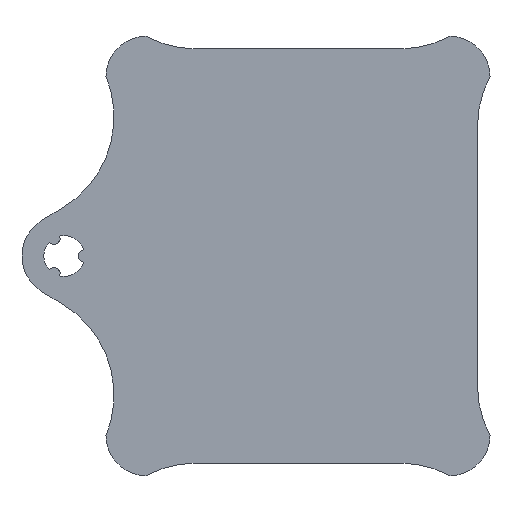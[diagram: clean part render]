
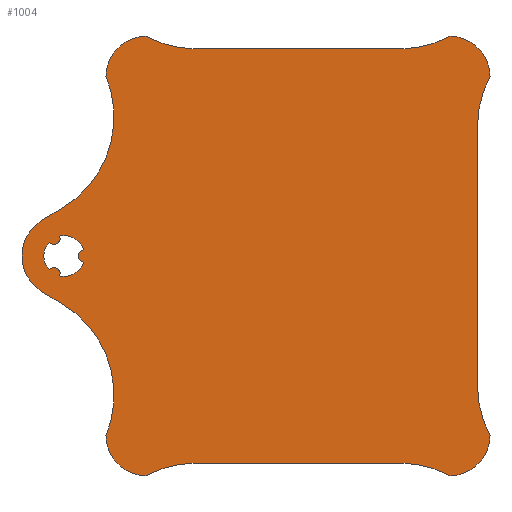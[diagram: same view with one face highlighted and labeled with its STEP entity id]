
A CAD part, front view. The second image highlights one B-rep face of the part: STEP entity #1004.
In plain terms, the highlighted planar face has unit normal (0, -1, 0).
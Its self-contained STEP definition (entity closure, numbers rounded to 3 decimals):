
#16=FACE_BOUND('',#340,.T.);
#107=LINE('',#1691,#189);
#114=LINE('',#1718,#196);
#122=LINE('',#1759,#204);
#123=LINE('',#1761,#205);
#124=LINE('',#1765,#206);
#189=VECTOR('',#1351,10.);
#196=VECTOR('',#1384,10.);
#204=VECTOR('',#1452,10.);
#205=VECTOR('',#1455,10.);
#206=VECTOR('',#1462,10.);
#230=PLANE('',#1147);
#284=FACE_OUTER_BOUND('',#339,.T.);
#339=EDGE_LOOP('',(#923,#924,#925,#926,#927,#928,#929,#930,#931,#932,#933,
#934,#935,#936,#937,#938,#939,#940));
#340=EDGE_LOOP('',(#941,#942,#943,#944,#945,#946));
#350=CIRCLE('',#1042,3.69);
#361=CIRCLE('',#1061,9.75);
#364=CIRCLE('',#1065,9.75);
#365=CIRCLE('',#1067,9.75);
#368=CIRCLE('',#1072,9.75);
#370=CIRCLE('',#1076,9.75);
#371=CIRCLE('',#1079,9.75);
#374=CIRCLE('',#1083,9.75);
#375=CIRCLE('',#1085,9.75);
#377=CIRCLE('',#1088,1.875);
#379=CIRCLE('',#1091,0.563);
#381=CIRCLE('',#1094,1.875);
#383=CIRCLE('',#1098,3.875);
#385=CIRCLE('',#1101,0.563);
#387=CIRCLE('',#1104,1.875);
#389=CIRCLE('',#1107,0.563);
#404=CIRCLE('',#1138,3.69);
#405=CIRCLE('',#1142,3.69);
#406=CIRCLE('',#1145,3.69);
#422=VERTEX_POINT('',#1510);
#423=VERTEX_POINT('',#1512);
#449=VERTEX_POINT('',#1578);
#450=VERTEX_POINT('',#1579);
#454=VERTEX_POINT('',#1589);
#455=VERTEX_POINT('',#1591);
#456=VERTEX_POINT('',#1595);
#464=VERTEX_POINT('',#1614);
#465=VERTEX_POINT('',#1616);
#471=VERTEX_POINT('',#1632);
#472=VERTEX_POINT('',#1634);
#476=VERTEX_POINT('',#1647);
#477=VERTEX_POINT('',#1648);
#480=VERTEX_POINT('',#1657);
#481=VERTEX_POINT('',#1661);
#482=VERTEX_POINT('',#1662);
#484=VERTEX_POINT('',#1669);
#485=VERTEX_POINT('',#1670);
#488=VERTEX_POINT('',#1678);
#490=VERTEX_POINT('',#1684);
#492=VERTEX_POINT('',#1690);
#494=VERTEX_POINT('',#1696);
#496=VERTEX_POINT('',#1702);
#498=VERTEX_POINT('',#1708);
#521=EDGE_CURVE('',#422,#423,#350,.T.);
#553=EDGE_CURVE('',#449,#450,#361,.F.);
#559=EDGE_CURVE('',#454,#455,#364,.T.);
#561=EDGE_CURVE('',#456,#423,#365,.F.);
#571=EDGE_CURVE('',#465,#464,#368,.F.);
#580=EDGE_CURVE('',#472,#471,#370,.F.);
#587=EDGE_CURVE('',#476,#477,#371,.F.);
#593=EDGE_CURVE('',#422,#480,#374,.F.);
#594=EDGE_CURVE('',#481,#482,#375,.F.);
#598=EDGE_CURVE('',#484,#485,#377,.T.);
#602=EDGE_CURVE('',#488,#484,#379,.T.);
#605=EDGE_CURVE('',#490,#488,#381,.T.);
#608=EDGE_CURVE('',#492,#449,#107,.T.);
#611=EDGE_CURVE('',#494,#492,#383,.T.);
#614=EDGE_CURVE('',#496,#490,#385,.T.);
#617=EDGE_CURVE('',#498,#496,#387,.T.);
#620=EDGE_CURVE('',#485,#498,#389,.T.);
#623=EDGE_CURVE('',#454,#494,#114,.T.);
#644=EDGE_CURVE('',#465,#450,#404,.T.);
#645=EDGE_CURVE('',#456,#464,#122,.T.);
#646=EDGE_CURVE('',#476,#480,#123,.T.);
#647=EDGE_CURVE('',#472,#477,#405,.T.);
#648=EDGE_CURVE('',#481,#471,#124,.T.);
#650=EDGE_CURVE('',#455,#482,#406,.T.);
#923=ORIENTED_EDGE('',*,*,#559,.F.);
#924=ORIENTED_EDGE('',*,*,#623,.T.);
#925=ORIENTED_EDGE('',*,*,#611,.T.);
#926=ORIENTED_EDGE('',*,*,#608,.T.);
#927=ORIENTED_EDGE('',*,*,#553,.T.);
#928=ORIENTED_EDGE('',*,*,#644,.F.);
#929=ORIENTED_EDGE('',*,*,#571,.T.);
#930=ORIENTED_EDGE('',*,*,#645,.F.);
#931=ORIENTED_EDGE('',*,*,#561,.T.);
#932=ORIENTED_EDGE('',*,*,#521,.F.);
#933=ORIENTED_EDGE('',*,*,#593,.T.);
#934=ORIENTED_EDGE('',*,*,#646,.F.);
#935=ORIENTED_EDGE('',*,*,#587,.T.);
#936=ORIENTED_EDGE('',*,*,#647,.F.);
#937=ORIENTED_EDGE('',*,*,#580,.T.);
#938=ORIENTED_EDGE('',*,*,#648,.F.);
#939=ORIENTED_EDGE('',*,*,#594,.T.);
#940=ORIENTED_EDGE('',*,*,#650,.F.);
#941=ORIENTED_EDGE('',*,*,#605,.T.);
#942=ORIENTED_EDGE('',*,*,#602,.T.);
#943=ORIENTED_EDGE('',*,*,#598,.T.);
#944=ORIENTED_EDGE('',*,*,#620,.T.);
#945=ORIENTED_EDGE('',*,*,#617,.T.);
#946=ORIENTED_EDGE('',*,*,#614,.T.);
#1004=ADVANCED_FACE('',(#284,#16),#230,.F.);
#1042=AXIS2_PLACEMENT_3D('',#1513,#1187,#1188);
#1061=AXIS2_PLACEMENT_3D('',#1580,#1246,#1247);
#1065=AXIS2_PLACEMENT_3D('',#1592,#1257,#1258);
#1067=AXIS2_PLACEMENT_3D('',#1596,#1262,#1263);
#1072=AXIS2_PLACEMENT_3D('',#1617,#1279,#1280);
#1076=AXIS2_PLACEMENT_3D('',#1635,#1294,#1295);
#1079=AXIS2_PLACEMENT_3D('',#1649,#1306,#1307);
#1083=AXIS2_PLACEMENT_3D('',#1659,#1317,#1318);
#1085=AXIS2_PLACEMENT_3D('',#1663,#1321,#1322);
#1088=AXIS2_PLACEMENT_3D('',#1671,#1329,#1330);
#1091=AXIS2_PLACEMENT_3D('',#1679,#1337,#1338);
#1094=AXIS2_PLACEMENT_3D('',#1685,#1344,#1345);
#1098=AXIS2_PLACEMENT_3D('',#1697,#1356,#1357);
#1101=AXIS2_PLACEMENT_3D('',#1703,#1363,#1364);
#1104=AXIS2_PLACEMENT_3D('',#1709,#1370,#1371);
#1107=AXIS2_PLACEMENT_3D('',#1714,#1377,#1378);
#1138=AXIS2_PLACEMENT_3D('',#1757,#1448,#1449);
#1142=AXIS2_PLACEMENT_3D('',#1763,#1458,#1459);
#1145=AXIS2_PLACEMENT_3D('',#1768,#1466,#1467);
#1147=AXIS2_PLACEMENT_3D('',#1770,#1470,#1471);
#1187=DIRECTION('center_axis',(0.,1.,0.));
#1188=DIRECTION('ref_axis',(1.,0.,0.));
#1246=DIRECTION('center_axis',(0.,-1.,0.));
#1247=DIRECTION('ref_axis',(0.924,0.,-0.382));
#1257=DIRECTION('center_axis',(0.,-1.,0.));
#1258=DIRECTION('ref_axis',(0.924,0.,0.382));
#1262=DIRECTION('center_axis',(0.,-1.,0.));
#1263=DIRECTION('ref_axis',(0.471,0.,0.882));
#1279=DIRECTION('center_axis',(0.,-1.,0.));
#1280=DIRECTION('ref_axis',(-0.471,0.,0.882));
#1294=DIRECTION('center_axis',(0.,-1.,0.));
#1295=DIRECTION('ref_axis',(0.471,0.,-0.882));
#1306=DIRECTION('center_axis',(0.,-1.,0.));
#1307=DIRECTION('ref_axis',(-0.882,0.,0.471));
#1317=DIRECTION('center_axis',(0.,-1.,0.));
#1318=DIRECTION('ref_axis',(-0.882,0.,-0.471));
#1321=DIRECTION('center_axis',(0.,-1.,0.));
#1322=DIRECTION('ref_axis',(-0.471,0.,-0.882));
#1329=DIRECTION('center_axis',(0.,1.,0.));
#1330=DIRECTION('ref_axis',(-1.,0.,0.));
#1337=DIRECTION('center_axis',(0.,-1.,0.));
#1338=DIRECTION('ref_axis',(1.,0.,0.));
#1344=DIRECTION('center_axis',(0.,1.,0.));
#1345=DIRECTION('ref_axis',(-1.,0.,0.));
#1351=DIRECTION('',(0.859,0.,-0.513));
#1356=DIRECTION('center_axis',(0.,-1.,0.));
#1357=DIRECTION('ref_axis',(1.,0.,0.));
#1363=DIRECTION('center_axis',(0.,-1.,0.));
#1364=DIRECTION('ref_axis',(1.,0.,0.));
#1370=DIRECTION('center_axis',(0.,1.,0.));
#1371=DIRECTION('ref_axis',(-1.,0.,0.));
#1377=DIRECTION('center_axis',(0.,-1.,0.));
#1378=DIRECTION('ref_axis',(1.,0.,0.));
#1384=DIRECTION('',(-0.859,0.,-0.513));
#1448=DIRECTION('center_axis',(0.,1.,0.));
#1449=DIRECTION('ref_axis',(0.,0.,-1.));
#1452=DIRECTION('',(-1.,0.,0.));
#1455=DIRECTION('',(0.,0.,-1.));
#1458=DIRECTION('center_axis',(0.,1.,0.));
#1459=DIRECTION('ref_axis',(0.,0.,1.));
#1462=DIRECTION('',(1.,0.,0.));
#1466=DIRECTION('center_axis',(0.,1.,0.));
#1467=DIRECTION('ref_axis',(-1.,0.,0.));
#1470=DIRECTION('center_axis',(0.,1.,0.));
#1471=DIRECTION('ref_axis',(0.,0.,1.));
#1510=CARTESIAN_POINT('',(17.66,0.,-16.51));
#1512=CARTESIAN_POINT('',(13.97,0.,-20.2));
#1513=CARTESIAN_POINT('Origin',(13.97,0.,-16.51));
#1578=CARTESIAN_POINT('',(-21.672,0.,-4.417));
#1579=CARTESIAN_POINT('',(-17.66,0.,-16.51));
#1580=CARTESIAN_POINT('Origin',(-26.671,0.,-12.788));
#1589=CARTESIAN_POINT('',(-21.672,0.,4.417));
#1591=CARTESIAN_POINT('',(-17.66,0.,16.51));
#1592=CARTESIAN_POINT('Origin',(-26.671,0.,12.788));
#1595=CARTESIAN_POINT('',(9.376,0.,-19.05));
#1596=CARTESIAN_POINT('Origin',(9.376,0.,-28.8));
#1614=CARTESIAN_POINT('',(-9.376,0.,-19.05));
#1616=CARTESIAN_POINT('',(-13.97,0.,-20.2));
#1617=CARTESIAN_POINT('Origin',(-9.376,0.,-28.8));
#1632=CARTESIAN_POINT('',(9.376,0.,19.05));
#1634=CARTESIAN_POINT('',(13.97,0.,20.2));
#1635=CARTESIAN_POINT('Origin',(9.376,0.,28.8));
#1647=CARTESIAN_POINT('',(16.51,0.,11.916));
#1648=CARTESIAN_POINT('',(17.66,0.,16.51));
#1649=CARTESIAN_POINT('Origin',(26.26,0.,11.916));
#1657=CARTESIAN_POINT('',(16.51,0.,-11.916));
#1659=CARTESIAN_POINT('Origin',(26.26,0.,-11.916));
#1661=CARTESIAN_POINT('',(-9.376,0.,19.05));
#1662=CARTESIAN_POINT('',(-13.97,0.,20.2));
#1663=CARTESIAN_POINT('Origin',(-9.376,0.,28.8));
#1669=CARTESIAN_POINT('',(-19.719,0.,-0.556));
#1670=CARTESIAN_POINT('',(-21.924,0.,-1.829));
#1671=CARTESIAN_POINT('Origin',(-21.51,0.,0.));
#1678=CARTESIAN_POINT('',(-19.719,0.,0.556));
#1679=CARTESIAN_POINT('Origin',(-19.635,0.,0.));
#1684=CARTESIAN_POINT('',(-21.924,0.,1.829));
#1685=CARTESIAN_POINT('Origin',(-21.51,0.,0.));
#1690=CARTESIAN_POINT('',(-23.497,0.,-3.327));
#1691=CARTESIAN_POINT('',(-23.29,0.,-3.451));
#1696=CARTESIAN_POINT('',(-23.497,0.,3.327));
#1697=CARTESIAN_POINT('Origin',(-21.51,0.,0.));
#1702=CARTESIAN_POINT('',(-22.887,0.,1.273));
#1703=CARTESIAN_POINT('Origin',(-22.448,0.,1.624));
#1708=CARTESIAN_POINT('',(-22.887,0.,-1.273));
#1709=CARTESIAN_POINT('Origin',(-21.51,0.,0.));
#1714=CARTESIAN_POINT('Origin',(-22.448,0.,-1.624));
#1718=CARTESIAN_POINT('',(-19.796,0.,5.537));
#1757=CARTESIAN_POINT('Origin',(-13.97,0.,-16.51));
#1759=CARTESIAN_POINT('',(13.97,0.,-19.05));
#1761=CARTESIAN_POINT('',(16.51,0.,16.51));
#1763=CARTESIAN_POINT('Origin',(13.97,0.,16.51));
#1765=CARTESIAN_POINT('',(-13.97,0.,19.05));
#1768=CARTESIAN_POINT('Origin',(-13.97,0.,16.51));
#1770=CARTESIAN_POINT('Origin',(0.,0.,0.));
